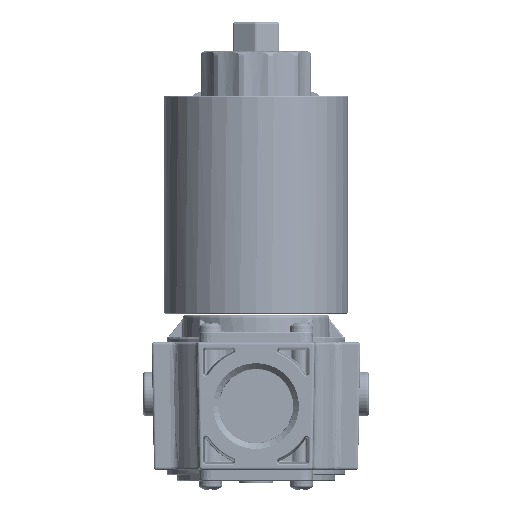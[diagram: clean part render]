
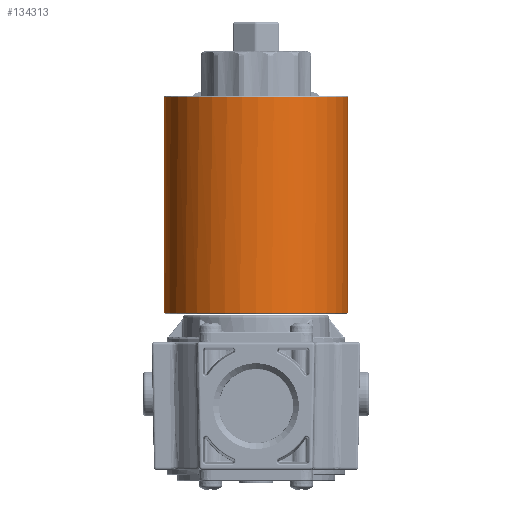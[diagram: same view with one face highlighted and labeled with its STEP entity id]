
A CAD part, left-side view. The second image highlights one B-rep face of the part: STEP entity #134313.
In plain terms, the highlighted cylindrical face has radius 37.5 mm (diameter 75 mm), a full revolution.
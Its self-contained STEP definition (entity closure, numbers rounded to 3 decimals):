
#4729=LINE('',#360961,#8322);
#4732=LINE('',#360969,#8325);
#8322=VECTOR('',#169017,60.5);
#8325=VECTOR('',#169024,60.5);
#24230=FACE_BOUND('',#40311,.T.);
#31874=FACE_OUTER_BOUND('',#40310,.T.);
#40310=EDGE_LOOP('',(#122274));
#40311=EDGE_LOOP('',(#122275,#122276,#122277,#122278,#122279));
#47837=CIRCLE('',#144996,37.5);
#47842=CIRCLE('',#145007,37.5);
#47843=CIRCLE('',#145008,37.5);
#47844=CIRCLE('',#145009,37.5);
#60622=VERTEX_POINT('',#360930);
#60623=VERTEX_POINT('',#360931);
#60634=VERTEX_POINT('',#360960);
#60637=VERTEX_POINT('',#360967);
#60640=VERTEX_POINT('',#360991);
#60641=VERTEX_POINT('',#360993);
#81307=EDGE_CURVE('',#60634,#60622,#4729,.T.);
#81311=EDGE_CURVE('',#60623,#60637,#4732,.T.);
#81315=EDGE_CURVE('',#60637,#60634,#47837,.T.);
#81324=EDGE_CURVE('',#60640,#60640,#47842,.T.);
#81325=EDGE_CURVE('',#60641,#60622,#47843,.T.);
#81326=EDGE_CURVE('',#60623,#60641,#47844,.T.);
#122274=ORIENTED_EDGE('',*,*,#81324,.F.);
#122275=ORIENTED_EDGE('',*,*,#81311,.T.);
#122276=ORIENTED_EDGE('',*,*,#81315,.T.);
#122277=ORIENTED_EDGE('',*,*,#81307,.T.);
#122278=ORIENTED_EDGE('',*,*,#81325,.F.);
#122279=ORIENTED_EDGE('',*,*,#81326,.F.);
#126648=CYLINDRICAL_SURFACE('',#145006,37.5);
#134313=ADVANCED_FACE('',(#31874,#24230),#126648,.T.);
#144996=AXIS2_PLACEMENT_3D('',#360975,#169031,#169032);
#145006=AXIS2_PLACEMENT_3D('',#360990,#169055,#169056);
#145007=AXIS2_PLACEMENT_3D('',#360992,#169057,#169058);
#145008=AXIS2_PLACEMENT_3D('',#360994,#169059,#169060);
#145009=AXIS2_PLACEMENT_3D('',#360995,#169061,#169062);
#169017=DIRECTION('',(0.,0.,1.));
#169024=DIRECTION('',(0.,0.,-1.));
#169031=DIRECTION('center_axis',(0.,0.,
-1.));
#169032=DIRECTION('ref_axis',(0.,-1.,0.));
#169055=DIRECTION('center_axis',(0.,0.,
-1.));
#169056=DIRECTION('ref_axis',(0.,-1.,0.));
#169057=DIRECTION('center_axis',(0.,0.,
-1.));
#169058=DIRECTION('ref_axis',(0.,1.,0.));
#169059=DIRECTION('center_axis',(0.,0.,
1.));
#169060=DIRECTION('ref_axis',(0.,1.,0.));
#169061=DIRECTION('center_axis',(0.,0.,
1.));
#169062=DIRECTION('ref_axis',(0.,1.,0.));
#360930=CARTESIAN_POINT('',(-4.991,-25.207,79.067));
#360931=CARTESIAN_POINT('',(-4.991,15.915,79.067));
#360960=CARTESIAN_POINT('',(-4.991,-25.207,18.567));
#360961=CARTESIAN_POINT('',(-4.991,-25.207,35.067));
#360967=CARTESIAN_POINT('',(-4.991,15.915,18.567));
#360969=CARTESIAN_POINT('',(-4.991,15.915,35.067));
#360975=CARTESIAN_POINT('Origin',(-36.352,-4.646,18.567));
#360990=CARTESIAN_POINT('Origin',(-36.352,-4.646,35.067));
#360991=CARTESIAN_POINT('',(-36.352,-42.146,-8.933));
#360992=CARTESIAN_POINT('Origin',(-36.352,-4.646,-8.933));
#360993=CARTESIAN_POINT('',(-36.352,-42.146,79.067));
#360994=CARTESIAN_POINT('Origin',(-36.352,-4.646,79.067));
#360995=CARTESIAN_POINT('Origin',(-36.352,-4.646,79.067));
